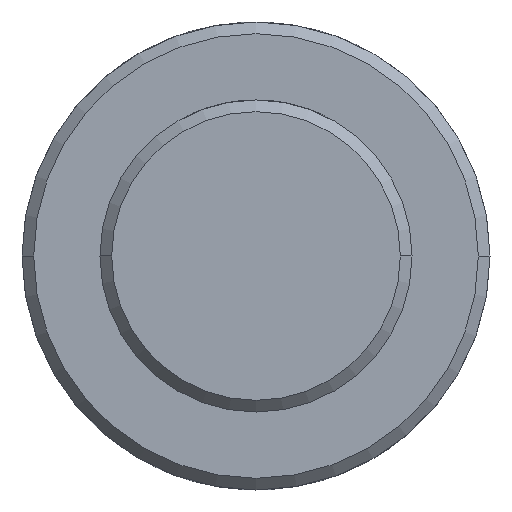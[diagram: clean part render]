
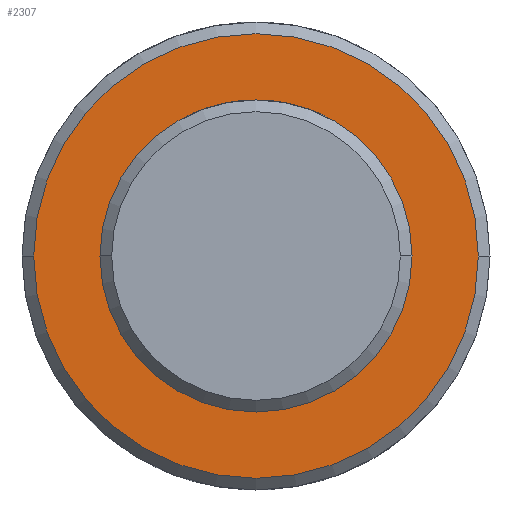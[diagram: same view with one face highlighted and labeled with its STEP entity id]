
A CAD part, front view. The second image highlights one B-rep face of the part: STEP entity #2307.
In plain terms, the highlighted planar face has unit normal (0, -1, 0).
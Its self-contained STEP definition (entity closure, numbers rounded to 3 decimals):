
#13 = EDGE_CURVE ( 'Defeature ausgef�hrt1_6+Defeature ausgef�hrt1_17+Defeature ausgef�hrt1_17+Defeature ausgef�hrt1_17', #1618, #92, #3251, .T. ) ;
#20 = FACE_BOUND ( 'NONE', #2775, .T. ) ;
#36 = AXIS2_PLACEMENT_3D ( 'NONE', #2212, #945, #2730 ) ;
#57 = EDGE_CURVE ( 'Defeature ausgef�hrt1_6+Defeature ausgef�hrt1_17+Defeature ausgef�hrt1_17+Defeature ausgef�hrt1_17', #92, #1618, #1379, .T. ) ;
#66 = CARTESIAN_POINT ( 'NONE',  ( 0., -125., 4. ) ) ;
#92 = VERTEX_POINT ( 'NONE', #2318 ) ;
#230 = VERTEX_POINT ( 'NONE', #2711 ) ;
#250 = DIRECTION ( 'NONE',  ( 0., 1., 0. ) ) ;
#450 = CIRCLE ( 'NONE', #36, 4. ) ;
#489 = EDGE_CURVE ( 'Defeature ausgef�hrt1_6+Defeature ausgef�hrt1_7+Defeature ausgef�hrt1_7+Defeature ausgef�hrt1_7', #1602, #230, #450, .T. ) ;
#526 = ORIENTED_EDGE ( 'NONE', *, *, #57, .T. ) ;
#549 = ORIENTED_EDGE ( 'NONE', *, *, #1208, .T. ) ;
#565 = PLANE ( 'NONE',  #1228 ) ;
#702 = CARTESIAN_POINT ( 'NONE',  ( 0., -125., 0. ) ) ;
#790 = CARTESIAN_POINT ( 'NONE',  ( 0., -125., 0. ) ) ;
#854 = ORIENTED_EDGE ( 'NONE', *, *, #13, .T. ) ;
#869 = ORIENTED_EDGE ( 'NONE', *, *, #489, .T. ) ;
#945 = DIRECTION ( 'NONE',  ( 0., 1., 0. ) ) ;
#1154 = AXIS2_PLACEMENT_3D ( 'NONE', #1277, #3361, #2051 ) ;
#1208 = EDGE_CURVE ( 'Defeature ausgef�hrt1_6+Defeature ausgef�hrt1_7+Defeature ausgef�hrt1_7+Defeature ausgef�hrt1_7', #230, #1602, #2276, .T. ) ;
#1228 = AXIS2_PLACEMENT_3D ( 'NONE', #66, #1919, #2470 ) ;
#1251 = DIRECTION ( 'NONE',  ( 1., 0., 0. ) ) ;
#1277 = CARTESIAN_POINT ( 'NONE',  ( 0., -125., 0. ) ) ;
#1309 = FACE_OUTER_BOUND ( 'NONE', #2667, .T. ) ;
#1372 = AXIS2_PLACEMENT_3D ( 'NONE', #702, #1498, #1251 ) ;
#1379 = CIRCLE ( 'NONE', #1154, 5.7 ) ;
#1498 = DIRECTION ( 'NONE',  ( 0., -1., 0. ) ) ;
#1602 = VERTEX_POINT ( 'NONE', #2404 ) ;
#1618 = VERTEX_POINT ( 'NONE', #2910 ) ;
#1919 = DIRECTION ( 'NONE',  ( 0., -1., 0. ) ) ;
#2051 = DIRECTION ( 'NONE',  ( 1., 0., 0. ) ) ;
#2212 = CARTESIAN_POINT ( 'NONE',  ( 0., -125., 0. ) ) ;
#2276 = CIRCLE ( 'NONE', #2356, 4. ) ;
#2307 = ADVANCED_FACE ( 'Defeature ausgef�hrt1_6', ( #1309, #20 ), #565, .T. ) ;
#2318 = CARTESIAN_POINT ( 'NONE',  ( -5.7, -125., 0. ) ) ;
#2356 = AXIS2_PLACEMENT_3D ( 'NONE', #790, #250, #2944 ) ;
#2404 = CARTESIAN_POINT ( 'NONE',  ( -4., -125., 0. ) ) ;
#2470 = DIRECTION ( 'NONE',  ( 1., 0., 0. ) ) ;
#2667 = EDGE_LOOP ( 'NONE', ( #526, #854 ) ) ;
#2711 = CARTESIAN_POINT ( 'NONE',  ( 4., -125., 0. ) ) ;
#2730 = DIRECTION ( 'NONE',  ( -1., 0., 0. ) ) ;
#2775 = EDGE_LOOP ( 'NONE', ( #869, #549 ) ) ;
#2910 = CARTESIAN_POINT ( 'NONE',  ( 5.7, -125., 0. ) ) ;
#2944 = DIRECTION ( 'NONE',  ( -1., 0., 0. ) ) ;
#3251 = CIRCLE ( 'NONE', #1372, 5.7 ) ;
#3361 = DIRECTION ( 'NONE',  ( 0., -1., 0. ) ) ;
